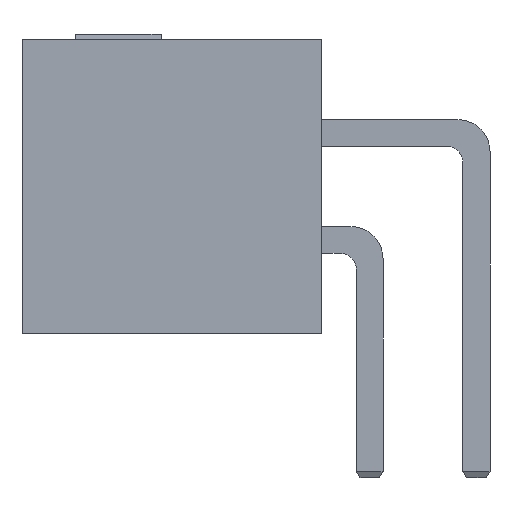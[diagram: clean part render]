
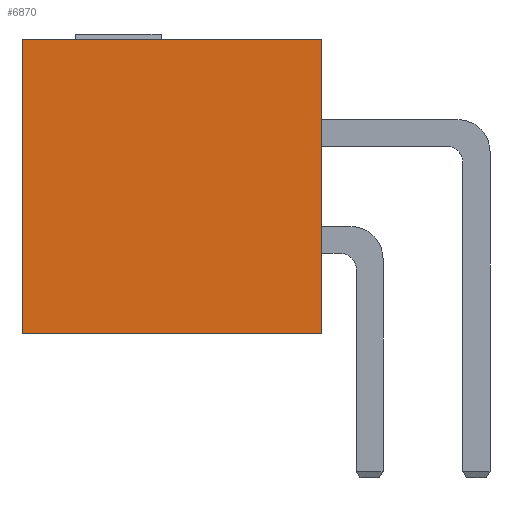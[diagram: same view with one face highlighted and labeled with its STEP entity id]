
A CAD part, left-side view. The second image highlights one B-rep face of the part: STEP entity #6870.
In plain terms, the highlighted planar face has unit normal (-1, 0, 0).
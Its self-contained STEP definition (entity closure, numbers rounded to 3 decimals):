
#85 = EDGE_CURVE ( 'NONE', #5729, #3803, #4006, .T. ) ;
#347 = FACE_OUTER_BOUND ( 'NONE', #3408, .T. ) ;
#460 = DIRECTION ( 'NONE',  ( 0., 0., 1. ) ) ;
#1385 = VERTEX_POINT ( 'NONE', #1543 ) ;
#1543 = CARTESIAN_POINT ( 'NONE',  ( 0., 0., 5.5 ) ) ;
#1622 = CARTESIAN_POINT ( 'NONE',  ( 0., 0., 0. ) ) ;
#1765 = EDGE_CURVE ( 'NONE', #6053, #1385, #3565, .T. ) ;
#2415 = EDGE_CURVE ( 'NONE', #5729, #1385, #3914, .T. ) ;
#2780 = PLANE ( 'NONE',  #4935 ) ;
#3408 = EDGE_LOOP ( 'NONE', ( #5213, #9688, #4899, #3617 ) ) ;
#3565 = LINE ( 'NONE', #6703, #7172 ) ;
#3617 = ORIENTED_EDGE ( 'NONE', *, *, #85, .F. ) ;
#3803 = VERTEX_POINT ( 'NONE', #7750 ) ;
#3914 = LINE ( 'NONE', #6345, #9387 ) ;
#4006 = LINE ( 'NONE', #1622, #7324 ) ;
#4193 = DIRECTION ( 'NONE',  ( 0., 0., -1. ) ) ;
#4860 = DIRECTION ( 'NONE',  ( 0., 1., 0. ) ) ;
#4899 = ORIENTED_EDGE ( 'NONE', *, *, #8951, .T. ) ;
#4935 = AXIS2_PLACEMENT_3D ( 'NONE', #10127, #6011, #8389 ) ;
#5213 = ORIENTED_EDGE ( 'NONE', *, *, #2415, .T. ) ;
#5729 = VERTEX_POINT ( 'NONE', #7900 ) ;
#6011 = DIRECTION ( 'NONE',  ( 1., 0., 0. ) ) ;
#6053 = VERTEX_POINT ( 'NONE', #8903 ) ;
#6345 = CARTESIAN_POINT ( 'NONE',  ( 0., 0., 5.5 ) ) ;
#6353 = VECTOR ( 'NONE', #4193, 1000. ) ;
#6703 = CARTESIAN_POINT ( 'NONE',  ( 0., 0., 5.5 ) ) ;
#6813 = DIRECTION ( 'NONE',  ( 0., -1., 0. ) ) ;
#6870 = ADVANCED_FACE ( 'NONE', ( #347 ), #2780, .F. ) ;
#7172 = VECTOR ( 'NONE', #6813, 1000. ) ;
#7324 = VECTOR ( 'NONE', #4860, 1000. ) ;
#7750 = CARTESIAN_POINT ( 'NONE',  ( 0., 5.6, 0. ) ) ;
#7900 = CARTESIAN_POINT ( 'NONE',  ( 0., 0., 0. ) ) ;
#8202 = CARTESIAN_POINT ( 'NONE',  ( 0., 5.6, 5.5 ) ) ;
#8303 = LINE ( 'NONE', #8202, #6353 ) ;
#8389 = DIRECTION ( 'NONE',  ( 0., 0., -1. ) ) ;
#8903 = CARTESIAN_POINT ( 'NONE',  ( 0., 5.6, 5.5 ) ) ;
#8951 = EDGE_CURVE ( 'NONE', #6053, #3803, #8303, .T. ) ;
#9387 = VECTOR ( 'NONE', #460, 1000. ) ;
#9688 = ORIENTED_EDGE ( 'NONE', *, *, #1765, .F. ) ;
#10127 = CARTESIAN_POINT ( 'NONE',  ( 0., 0., 5.5 ) ) ;
